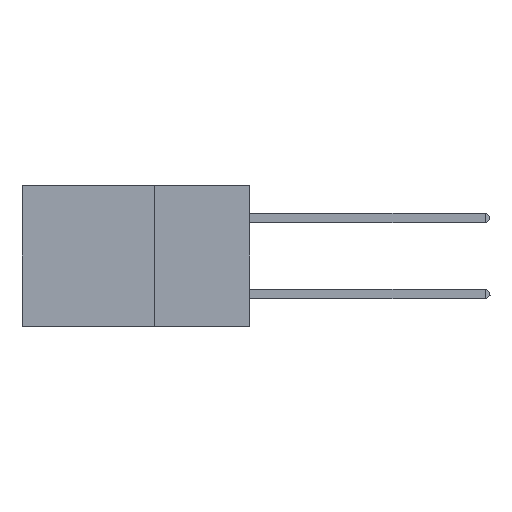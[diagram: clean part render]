
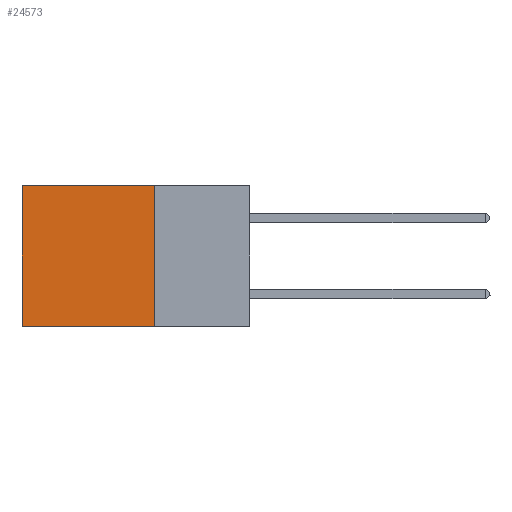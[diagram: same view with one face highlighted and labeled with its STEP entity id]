
A CAD part, left-side view. The second image highlights one B-rep face of the part: STEP entity #24573.
In plain terms, the highlighted planar face has unit normal (-1, 0, 0).
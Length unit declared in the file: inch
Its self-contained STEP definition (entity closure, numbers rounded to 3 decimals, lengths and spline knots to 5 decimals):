
#249 = VECTOR ( 'NONE', #9094, 39.37008 ) ;
#383 = DIRECTION ( 'NONE',  ( 0., 0., -1. ) ) ;
#2521 = EDGE_CURVE ( 'NONE', #10851, #10279, #26187, .T. ) ;
#2581 = VERTEX_POINT ( 'NONE', #18635 ) ;
#3435 = EDGE_CURVE ( 'NONE', #2581, #10851, #4745, .T. ) ;
#4745 = LINE ( 'NONE', #4779, #18733 ) ;
#4779 = CARTESIAN_POINT ( 'NONE',  ( 0.2875, 0.25, 0. ) ) ;
#4848 = VERTEX_POINT ( 'NONE', #5149 ) ;
#5149 = CARTESIAN_POINT ( 'NONE',  ( 0.2875, 0.6, 0. ) ) ;
#6315 = DIRECTION ( 'NONE',  ( 0., 0., -1. ) ) ;
#8395 = VECTOR ( 'NONE', #26989, 39.37008 ) ;
#8522 = ORIENTED_EDGE ( 'NONE', *, *, #27670, .T. ) ;
#8857 = EDGE_CURVE ( 'NONE', #2581, #4848, #11529, .T. ) ;
#9094 = DIRECTION ( 'NONE',  ( 0., 1., 0. ) ) ;
#10083 = AXIS2_PLACEMENT_3D ( 'NONE', #28932, #19594, #6315 ) ;
#10279 = VERTEX_POINT ( 'NONE', #13345 ) ;
#10403 = ORIENTED_EDGE ( 'NONE', *, *, #2521, .F. ) ;
#10851 = VERTEX_POINT ( 'NONE', #16189 ) ;
#11529 = LINE ( 'NONE', #18052, #8395 ) ;
#13345 = CARTESIAN_POINT ( 'NONE',  ( 0.2875, 0.6, -0.37 ) ) ;
#14972 = LINE ( 'NONE', #27496, #23734 ) ;
#16030 = EDGE_LOOP ( 'NONE', ( #8522, #10403, #21072, #27874 ) ) ;
#16189 = CARTESIAN_POINT ( 'NONE',  ( 0.2875, 0.25, -0.37 ) ) ;
#17855 = PLANE ( 'NONE',  #10083 ) ;
#18052 = CARTESIAN_POINT ( 'NONE',  ( 0.2875, 0.25, 0. ) ) ;
#18071 = DIRECTION ( 'NONE',  ( 0., 0., -1. ) ) ;
#18314 = FACE_OUTER_BOUND ( 'NONE', #16030, .T. ) ;
#18635 = CARTESIAN_POINT ( 'NONE',  ( 0.2875, 0.25, 0. ) ) ;
#18733 = VECTOR ( 'NONE', #18071, 39.37008 ) ;
#19594 = DIRECTION ( 'NONE',  ( 1., 0., 0. ) ) ;
#21072 = ORIENTED_EDGE ( 'NONE', *, *, #3435, .F. ) ;
#23734 = VECTOR ( 'NONE', #383, 39.37008 ) ;
#24573 = ADVANCED_FACE ( 'NONE', ( #18314 ), #17855, .F. ) ;
#24661 = CARTESIAN_POINT ( 'NONE',  ( 0.2875, 0.25, -0.37 ) ) ;
#26187 = LINE ( 'NONE', #24661, #249 ) ;
#26989 = DIRECTION ( 'NONE',  ( 0., 1., 0. ) ) ;
#27496 = CARTESIAN_POINT ( 'NONE',  ( 0.2875, 0.6, 0. ) ) ;
#27670 = EDGE_CURVE ( 'NONE', #4848, #10279, #14972, .T. ) ;
#27874 = ORIENTED_EDGE ( 'NONE', *, *, #8857, .T. ) ;
#28932 = CARTESIAN_POINT ( 'NONE',  ( 0.2875, 0.25, 0. ) ) ;
